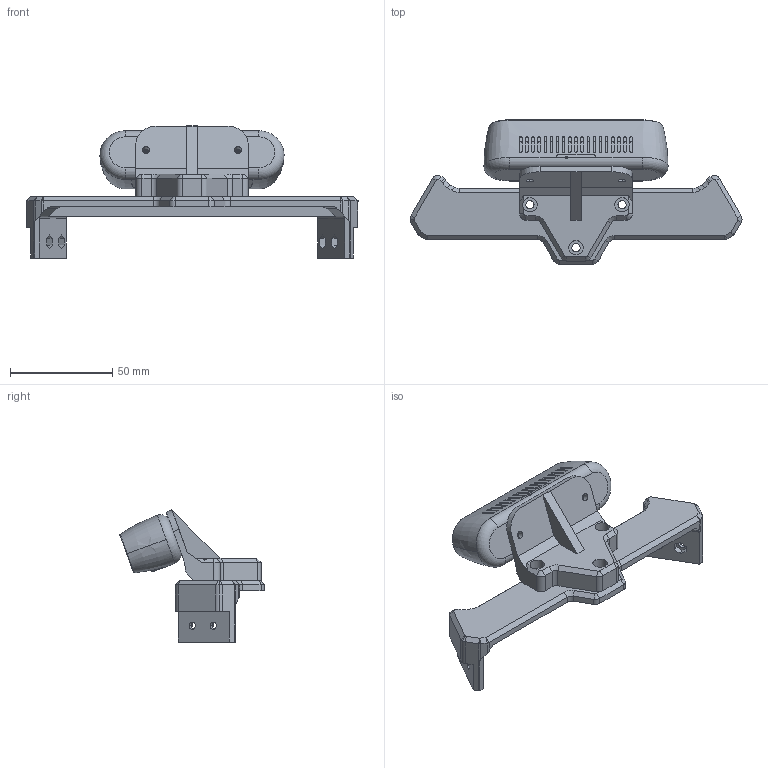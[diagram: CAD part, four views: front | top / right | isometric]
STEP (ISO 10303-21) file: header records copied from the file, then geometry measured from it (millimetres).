
FILE_DESCRIPTION (( 'STEP AP214' ), '1' );
FILE_NAME ('Puente.STEP', '2023-01-15T18:17:25', ( '' ), ( '' ), 'SwSTEP 2.0', 'SolidWorks 2022', '' );
FILE_SCHEMA (( 'AUTOMOTIVE_DESIGN' ));
Length unit declared in the file: millimetre
Products named in the file (5): Puente.step; Kaya_Realsense_Mount.step; Intel RealSense D435.step; Puente; Kaya_Realsense_Bridge.step
Assembly tree (4 placements, depth 3):
  Puente
    Puente.step
      Intel RealSense D435.step
      Kaya_Realsense_Bridge.step
      Kaya_Realsense_Mount.step
Bounding box: 162.21 x 70.45 x 64.58 mm (x, y, z)
Volume: 99934.2 mm3; surface area: 32401.1 mm2
Topology: 3 solids, 3 shells, 627 faces, 1656 edges, 1079 vertices
Faces by surface type: cylinder 290, plane 275, bspline 31, cone 23, torus 8
Entity records: 24848 total; most frequent: CARTESIAN_POINT 9318, ORIENTED_EDGE 3304, DIRECTION 2760, EDGE_CURVE 1652, VERTEX_POINT 1079, AXIS2_PLACEMENT_3D 931, LINE 898, VECTOR 898
